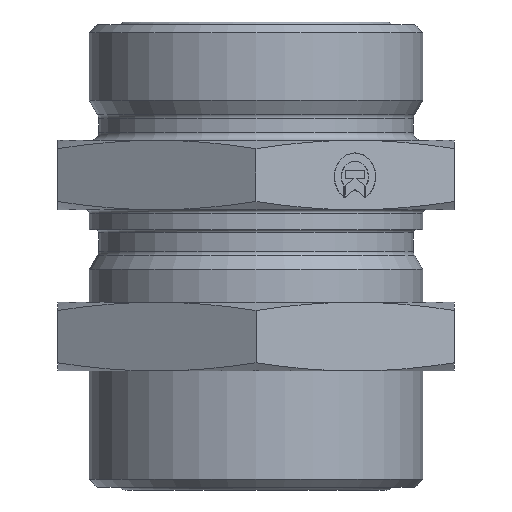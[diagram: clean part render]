
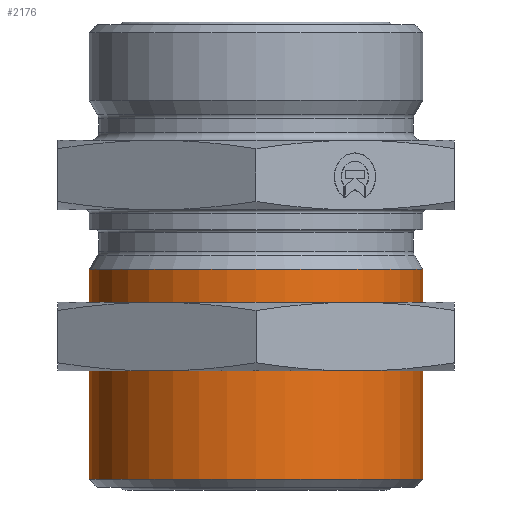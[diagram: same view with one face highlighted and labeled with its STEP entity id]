
A CAD part, front view. The second image highlights one B-rep face of the part: STEP entity #2176.
In plain terms, the highlighted cylindrical face has radius 25.235 mm (diameter 50.47 mm), a full revolution.
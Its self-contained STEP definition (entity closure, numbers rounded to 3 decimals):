
#2142=CARTESIAN_POINT('',(-25.235,0.,1.2));
#2143=VERTEX_POINT('',#2142);
#2144=CARTESIAN_POINT('',(0.,0.,1.2));
#2145=DIRECTION('',(0.0,0.0,-1.0));
#2146=DIRECTION('',(1.0,0.0,0.0));
#2147=AXIS2_PLACEMENT_3D('',#2144,#2145,#2146);
#2148=CIRCLE('',#2147,25.235);
#2149=EDGE_CURVE('',#2143,#2143,#2148,.T.);
#2157=CARTESIAN_POINT('',(0.,0.,0.0));
#2158=DIRECTION('',(0.0,0.0,1.0));
#2159=DIRECTION('',(1.0,0.0,0.0));
#2160=AXIS2_PLACEMENT_3D('',#2157,#2158,#2159);
#2161=CYLINDRICAL_SURFACE('',#2160,25.235);
#2162=CARTESIAN_POINT('',(0.,25.235,32.958));
#2163=VERTEX_POINT('',#2162);
#2164=CARTESIAN_POINT('',(0.,0.,32.958));
#2165=DIRECTION('',(0.0,0.0,-1.0));
#2166=DIRECTION('',(1.0,0.0,0.0));
#2167=AXIS2_PLACEMENT_3D('',#2164,#2165,#2166);
#2168=CIRCLE('',#2167,25.235);
#2169=EDGE_CURVE('',#2163,#2163,#2168,.T.);
#2170=ORIENTED_EDGE('',*,*,#2169,.T.);
#2171=EDGE_LOOP('',(#2170));
#2172=FACE_OUTER_BOUND('',#2171,.T.);
#2173=ORIENTED_EDGE('',*,*,#2149,.F.);
#2174=EDGE_LOOP('',(#2173));
#2175=FACE_BOUND('',#2174,.T.);
#2176=ADVANCED_FACE('',(#2172,#2175),#2161,.T.);
